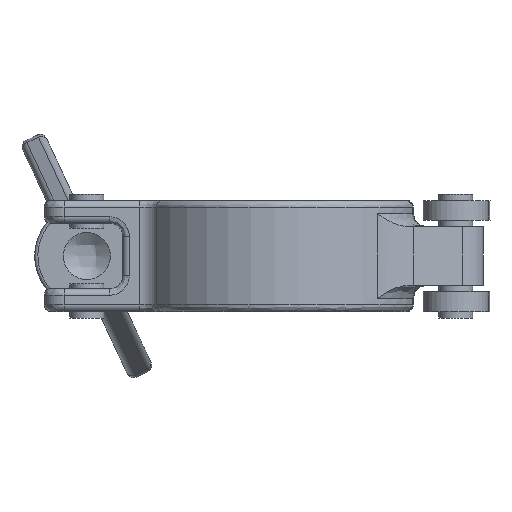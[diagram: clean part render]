
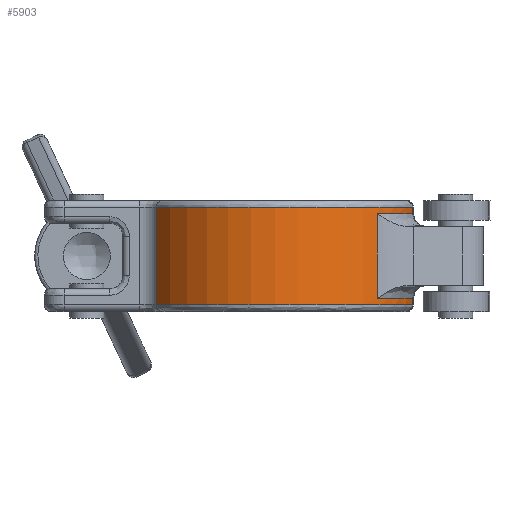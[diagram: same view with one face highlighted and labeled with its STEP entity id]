
A CAD part, front view. The second image highlights one B-rep face of the part: STEP entity #5903.
In plain terms, the highlighted cylindrical face has radius 21.5 mm (diameter 43 mm), a partial arc.
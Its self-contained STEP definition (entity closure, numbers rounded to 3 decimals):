
#123 = ORIENTED_EDGE ( 'NONE', *, *, #642, .F. ) ;
#126 = ORIENTED_EDGE ( 'NONE', *, *, #12807, .T. ) ;
#328 = CIRCLE ( 'NONE', #11794, 21.5 ) ;
#452 = EDGE_LOOP ( 'NONE', ( #10236, #126, #11621, #1429, #123, #10589, #12863, #9090 ) ) ;
#642 = EDGE_CURVE ( 'NONE', #1172, #12540, #9991, .T. ) ;
#720 = LINE ( 'NONE', #9696, #7966 ) ;
#972 = CARTESIAN_POINT ( 'NONE',  ( -18.359, -11.189, 4.5 ) ) ;
#1065 = DIRECTION ( 'NONE',  ( 0., 0., -1. ) ) ;
#1101 = VERTEX_POINT ( 'NONE', #6016 ) ;
#1172 = VERTEX_POINT ( 'NONE', #1524 ) ;
#1429 = ORIENTED_EDGE ( 'NONE', *, *, #10689, .T. ) ;
#1524 = CARTESIAN_POINT ( 'NONE',  ( 20.925, -4.939, 7.5 ) ) ;
#2210 = DIRECTION ( 'NONE',  ( 0., 0., 1. ) ) ;
#2390 = VERTEX_POINT ( 'NONE', #6142 ) ;
#2401 = VERTEX_POINT ( 'NONE', #2962 ) ;
#2887 = EDGE_CURVE ( 'NONE', #10159, #2401, #6729, .T. ) ;
#2962 = CARTESIAN_POINT ( 'NONE',  ( -18.359, -11.189, -7.5 ) ) ;
#3281 = CYLINDRICAL_SURFACE ( 'NONE', #3810, 21.5 ) ;
#3368 = FACE_OUTER_BOUND ( 'NONE', #452, .T. ) ;
#3696 = CARTESIAN_POINT ( 'NONE',  ( 0., 0., 6.5 ) ) ;
#3810 = AXIS2_PLACEMENT_3D ( 'NONE', #5484, #11765, #9590 ) ;
#4411 = CARTESIAN_POINT ( 'NONE',  ( 0., 0., -6.5 ) ) ;
#4597 = CARTESIAN_POINT ( 'NONE',  ( 0., 0., 7.5 ) ) ;
#4656 = DIRECTION ( 'NONE',  ( -1., 0., 0. ) ) ;
#4984 = AXIS2_PLACEMENT_3D ( 'NONE', #3696, #10878, #4656 ) ;
#5398 = DIRECTION ( 'NONE',  ( -1., 0., 0. ) ) ;
#5484 = CARTESIAN_POINT ( 'NONE',  ( 0., 0., 4.5 ) ) ;
#5579 = DIRECTION ( 'NONE',  ( -1., 0., 0. ) ) ;
#5685 = CARTESIAN_POINT ( 'NONE',  ( 15.496, -14.904, 6.5 ) ) ;
#5903 = ADVANCED_FACE ( 'NONE', ( #3368 ), #3281, .T. ) ;
#5911 = CARTESIAN_POINT ( 'NONE',  ( -18.359, -11.189, 7.5 ) ) ;
#6016 = CARTESIAN_POINT ( 'NONE',  ( 20.925, -4.939, -7.5 ) ) ;
#6072 = VERTEX_POINT ( 'NONE', #5685 ) ;
#6142 = CARTESIAN_POINT ( 'NONE',  ( 20.925, -4.939, -6.5 ) ) ;
#6673 = VECTOR ( 'NONE', #1065, 1000. ) ;
#6729 = LINE ( 'NONE', #972, #6673 ) ;
#6798 = DIRECTION ( 'NONE',  ( 0., 0., -1. ) ) ;
#6870 = CARTESIAN_POINT ( 'NONE',  ( 20.925, -4.939, 8.5 ) ) ;
#7966 = VECTOR ( 'NONE', #10811, 1000. ) ;
#8174 = CARTESIAN_POINT ( 'NONE',  ( 0., 0., -7.5 ) ) ;
#8455 = CIRCLE ( 'NONE', #9784, 21.5 ) ;
#8482 = EDGE_CURVE ( 'NONE', #2401, #1101, #328, .T. ) ;
#8555 = VECTOR ( 'NONE', #12497, 1000. ) ;
#8769 = CARTESIAN_POINT ( 'NONE',  ( 15.496, -14.904, -6.5 ) ) ;
#8887 = EDGE_CURVE ( 'NONE', #1172, #10159, #13074, .T. ) ;
#9043 = CARTESIAN_POINT ( 'NONE',  ( 20.925, -4.939, 6.5 ) ) ;
#9090 = ORIENTED_EDGE ( 'NONE', *, *, #8482, .T. ) ;
#9258 = DIRECTION ( 'NONE',  ( -1., 0., 0. ) ) ;
#9590 = DIRECTION ( 'NONE',  ( -1., 0., 0. ) ) ;
#9696 = CARTESIAN_POINT ( 'NONE',  ( 15.496, -14.904, 4.5 ) ) ;
#9750 = LINE ( 'NONE', #11375, #8555 ) ;
#9784 = AXIS2_PLACEMENT_3D ( 'NONE', #4411, #11705, #5398 ) ;
#9840 = AXIS2_PLACEMENT_3D ( 'NONE', #4597, #11918, #5579 ) ;
#9950 = VECTOR ( 'NONE', #6798, 1000. ) ;
#9991 = LINE ( 'NONE', #6870, #9950 ) ;
#10159 = VERTEX_POINT ( 'NONE', #5911 ) ;
#10236 = ORIENTED_EDGE ( 'NONE', *, *, #11719, .F. ) ;
#10540 = VERTEX_POINT ( 'NONE', #8769 ) ;
#10589 = ORIENTED_EDGE ( 'NONE', *, *, #8887, .T. ) ;
#10689 = EDGE_CURVE ( 'NONE', #6072, #12540, #10954, .T. ) ;
#10811 = DIRECTION ( 'NONE',  ( 0., 0., 1. ) ) ;
#10878 = DIRECTION ( 'NONE',  ( 0., 0., 1. ) ) ;
#10954 = CIRCLE ( 'NONE', #4984, 21.5 ) ;
#11375 = CARTESIAN_POINT ( 'NONE',  ( 20.925, -4.939, 8.5 ) ) ;
#11621 = ORIENTED_EDGE ( 'NONE', *, *, #13180, .T. ) ;
#11705 = DIRECTION ( 'NONE',  ( 0., 0., -1. ) ) ;
#11719 = EDGE_CURVE ( 'NONE', #2390, #1101, #9750, .T. ) ;
#11765 = DIRECTION ( 'NONE',  ( 0., 0., -1. ) ) ;
#11794 = AXIS2_PLACEMENT_3D ( 'NONE', #8174, #2210, #9258 ) ;
#11918 = DIRECTION ( 'NONE',  ( 0., 0., -1. ) ) ;
#12497 = DIRECTION ( 'NONE',  ( 0., 0., -1. ) ) ;
#12540 = VERTEX_POINT ( 'NONE', #9043 ) ;
#12807 = EDGE_CURVE ( 'NONE', #2390, #10540, #8455, .T. ) ;
#12863 = ORIENTED_EDGE ( 'NONE', *, *, #2887, .T. ) ;
#13074 = CIRCLE ( 'NONE', #9840, 21.5 ) ;
#13180 = EDGE_CURVE ( 'NONE', #10540, #6072, #720, .T. ) ;
